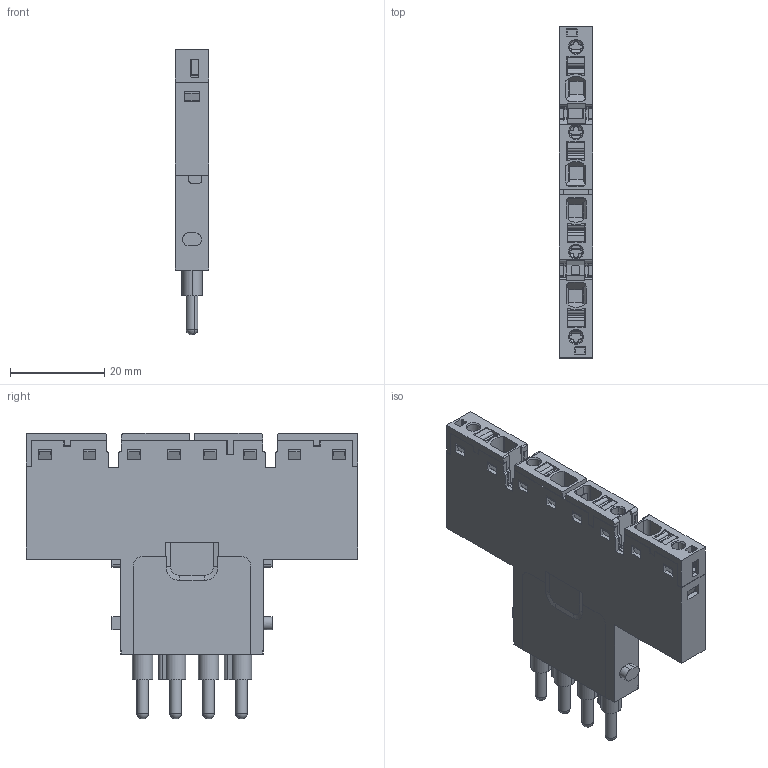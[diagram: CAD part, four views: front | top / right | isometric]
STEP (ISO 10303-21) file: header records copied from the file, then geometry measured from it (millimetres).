
FILE_DESCRIPTION(('CATIA V5 STEP Exchange','CAx-IF Rec.Pracs.--- Model Styling and Organization---1.4--- 2014-01-23'),'2;1');
FILE_NAME ('703127-3_1', '2019-09-03T15:02:43+00:00', ('none'), ('Weidmueller'), 'CATIA Version 5-6 Release 2016 SP3 HF44', 'CATIA V5 STEP AP214', 'none');
FILE_SCHEMA(('AUTOMOTIVE_DESIGN { 1 0 10303 214 1 1 1 1 }'));
Length unit declared in the file: millimetre
Products named in the file (1): 2636090000
Bounding box: 7.15 x 70.5 x 60.7 mm (x, y, z)
Volume: 16271.5 mm3; surface area: 21643.3 mm2
Topology: 10 solids, 10 shells, 1422 faces, 4007 edges, 2645 vertices
Faces by surface type: plane 877, cylinder 477, torus 32, cone 28, sphere 6, revolution 2
Entity records: 44270 total; most frequent: CARTESIAN_POINT 9300, ORIENTED_EDGE 8002, DIRECTION 5831, EDGE_CURVE 4001, VECTOR 2820, LINE 2820, VERTEX_POINT 2645, AXIS2_PLACEMENT_3D 1949
